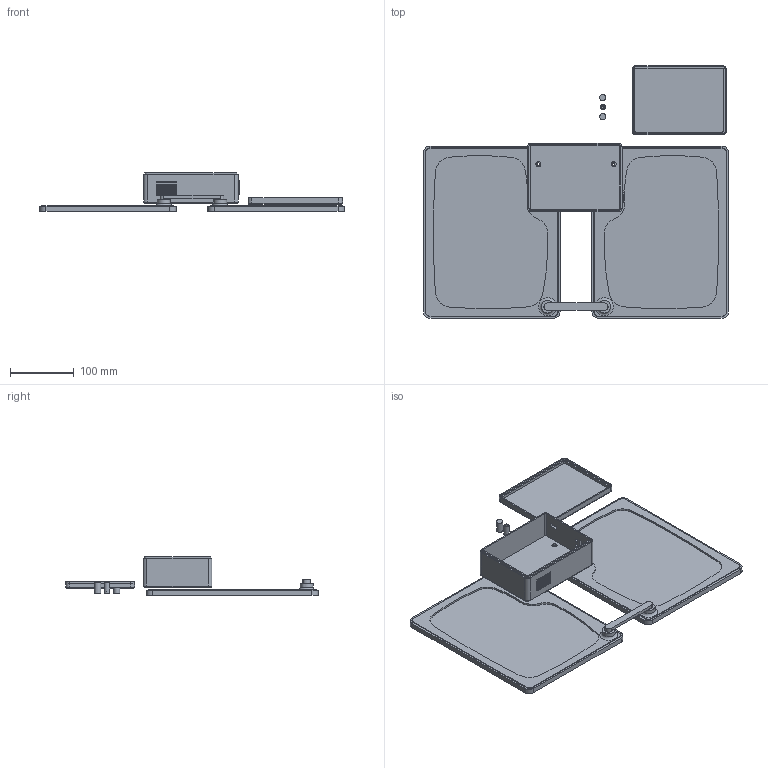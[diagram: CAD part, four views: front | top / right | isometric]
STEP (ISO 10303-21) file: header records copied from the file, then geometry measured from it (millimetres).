
FILE_DESCRIPTION(/* description */ (''),/* implementation_level */ '2;1');
FILE_NAME(/* name */ 'IEB-assembly v4.step',/* time_stamp */ '2024-10-22T14:46:13-03:00',/* author */ (''),/* organization */ (''),/* preprocessor_version */ 'ST-DEVELOPER v20',/* originating_system */ 'Autodesk Translation Framework v13.20.0.188',/* authorisation */ '');
FILE_SCHEMA (('AUTOMOTIVE_DESIGN { 1 0 10303 214 3 1 1 }'));
Length unit declared in the file: millimetre
Products named in the file (7): IEB-assembly; Maos IEB; Component2; Caixa_IEB; Component1; Component2_1; Component3
Assembly tree (6 placements, depth 3):
  IEB-assembly
    Maos IEB
      Component2
    Caixa_IEB
      Component1
      Component2_1
      Component3
Bounding box: 477.61 x 396.02 x 60.5 mm (x, y, z)
Volume: 1031806.9 mm3; surface area: 681905.7 mm2
Topology: 15 solids, 15 shells, 327 faces, 828 edges, 546 vertices
Faces by surface type: plane 205, cylinder 110, torus 10, sphere 2
Full cylindrical faces by diameter (mm): 4 x3, 5 x4, 8 x3, 10 x2, 10.3 x4, 12 x2, 15 x2, 20 x2
Entity records: 10187 total; most frequent: DIRECTION 1746, CARTESIAN_POINT 1713, ORIENTED_EDGE 1652, EDGE_CURVE 826, LINE 588, VECTOR 588, AXIS2_PLACEMENT_3D 579, VERTEX_POINT 546
